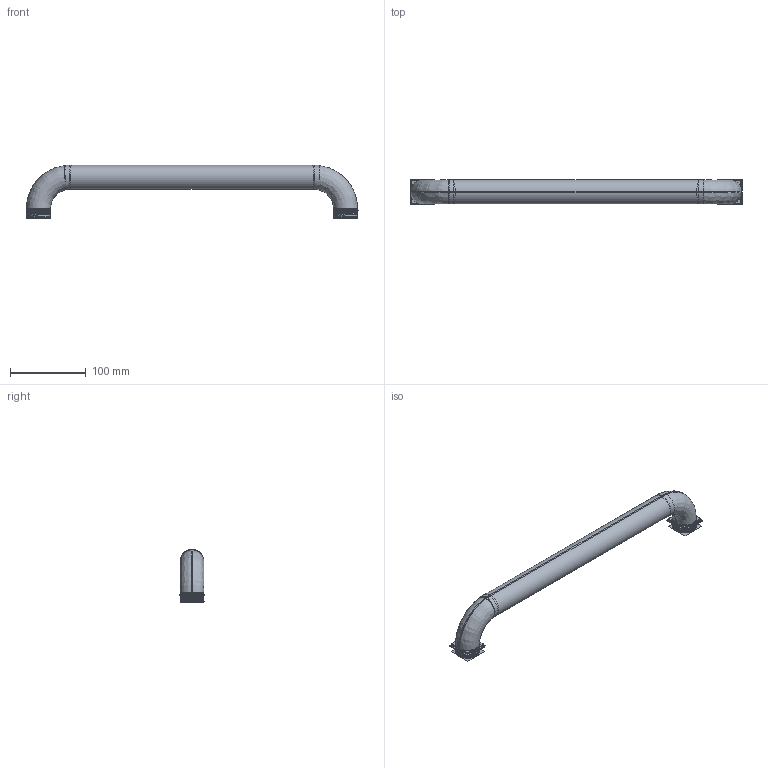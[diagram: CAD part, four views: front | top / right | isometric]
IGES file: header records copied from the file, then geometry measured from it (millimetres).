
Start section:  PTC IGES file: 5081_asm.igs
Global section: file name: 5081_asm.igs; native system: Creo Parametric by PTC Inc.; preprocessor: 2019352; author: rsmith; organization: Unknown; date: 20230104.082341; units: inch
Bounding box: 439.42 x 33.02 x 70.44 mm (x, y, z)
Surface area: 287548.2 mm2 (no closed solid volume)
Topology: 0 solids, 0 shells, 196 faces, 2578 edges, 3406 vertices
Faces by surface type: revolution 140, bspline 56
